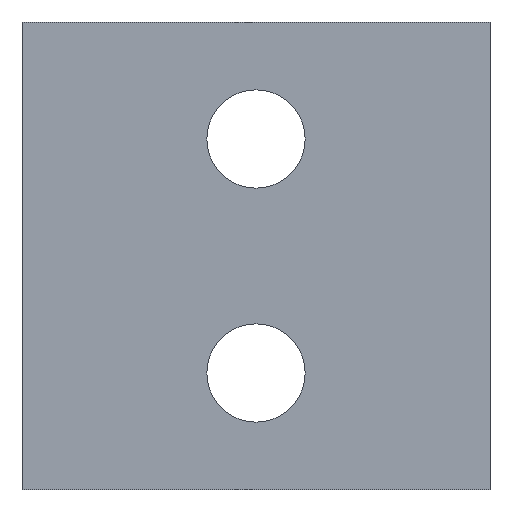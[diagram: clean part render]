
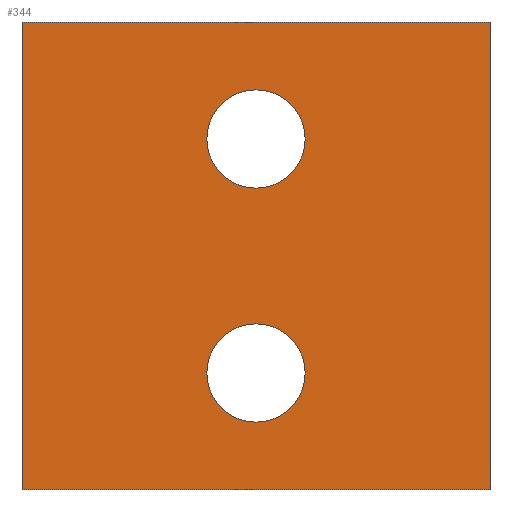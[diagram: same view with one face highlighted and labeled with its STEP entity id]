
A CAD part, front view. The second image highlights one B-rep face of the part: STEP entity #344.
In plain terms, the highlighted planar face has unit normal (0, -1, 0).
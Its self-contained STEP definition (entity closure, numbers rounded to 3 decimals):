
#19 = VECTOR ( 'NONE', #467, 1000. ) ;
#79 = FACE_BOUND ( 'NONE', #157, .T. ) ;
#83 = FACE_OUTER_BOUND ( 'NONE', #168, .T. ) ;
#88 = FACE_BOUND ( 'NONE', #165, .T. ) ;
#104 = CIRCLE ( 'NONE', #235, 2.1 ) ;
#108 = VECTOR ( 'NONE', #469, 1000. ) ;
#110 = LINE ( 'NONE', #414, #108 ) ;
#111 = CIRCLE ( 'NONE', #239, 2.1 ) ;
#113 = CIRCLE ( 'NONE', #240, 2.1 ) ;
#114 = VECTOR ( 'NONE', #465, 1000. ) ;
#116 = LINE ( 'NONE', #493, #114 ) ;
#118 = LINE ( 'NONE', #516, #19 ) ;
#127 = VECTOR ( 'NONE', #405, 1000. ) ;
#133 = LINE ( 'NONE', #391, #127 ) ;
#146 = CIRCLE ( 'NONE', #249, 2.1 ) ;
#157 = EDGE_LOOP ( 'NONE', ( #198, #226 ) ) ;
#165 = EDGE_LOOP ( 'NONE', ( #209, #206 ) ) ;
#168 = EDGE_LOOP ( 'NONE', ( #218, #217, #221, #201 ) ) ;
#173 = VERTEX_POINT ( 'NONE', #524 ) ;
#181 = VERTEX_POINT ( 'NONE', #499 ) ;
#183 = VERTEX_POINT ( 'NONE', #481 ) ;
#189 = VERTEX_POINT ( 'NONE', #418 ) ;
#190 = VERTEX_POINT ( 'NONE', #495 ) ;
#193 = VERTEX_POINT ( 'NONE', #515 ) ;
#194 = VERTEX_POINT ( 'NONE', #519 ) ;
#198 = ORIENTED_EDGE ( 'NONE', *, *, #277, .F. ) ;
#201 = ORIENTED_EDGE ( 'NONE', *, *, #274, .T. ) ;
#206 = ORIENTED_EDGE ( 'NONE', *, *, #285, .F. ) ;
#209 = ORIENTED_EDGE ( 'NONE', *, *, #276, .F. ) ;
#217 = ORIENTED_EDGE ( 'NONE', *, *, #278, .F. ) ;
#218 = ORIENTED_EDGE ( 'NONE', *, *, #272, .T. ) ;
#221 = ORIENTED_EDGE ( 'NONE', *, *, #264, .F. ) ;
#226 = ORIENTED_EDGE ( 'NONE', *, *, #252, .F. ) ;
#235 = AXIS2_PLACEMENT_3D ( 'NONE', #478, #477, #475 ) ;
#239 = AXIS2_PLACEMENT_3D ( 'NONE', #449, #451, #440 ) ;
#240 = AXIS2_PLACEMENT_3D ( 'NONE', #427, #428, #429 ) ;
#249 = AXIS2_PLACEMENT_3D ( 'NONE', #371, #372, #373 ) ;
#252 = EDGE_CURVE ( 'NONE', #183, #173, #146, .T. ) ;
#264 = EDGE_CURVE ( 'NONE', #193, #189, #133, .T. ) ;
#272 = EDGE_CURVE ( 'NONE', #190, #329, #118, .T. ) ;
#274 = EDGE_CURVE ( 'NONE', #193, #190, #116, .T. ) ;
#276 = EDGE_CURVE ( 'NONE', #194, #181, #113, .T. ) ;
#277 = EDGE_CURVE ( 'NONE', #173, #183, #111, .T. ) ;
#278 = EDGE_CURVE ( 'NONE', #189, #329, #110, .T. ) ;
#285 = EDGE_CURVE ( 'NONE', #181, #194, #104, .T. ) ;
#312 = AXIS2_PLACEMENT_3D ( 'NONE', #413, #420, #406 ) ;
#329 = VERTEX_POINT ( 'NONE', #480 ) ;
#344 = ADVANCED_FACE ( 'NONE', ( #88, #79, #83 ), #410, .F. ) ;
#371 = CARTESIAN_POINT ( 'NONE',  ( 10., 0., 15. ) ) ;
#372 = DIRECTION ( 'NONE',  ( 0., -1., 0. ) ) ;
#373 = DIRECTION ( 'NONE',  ( 0., 0., -1. ) ) ;
#391 = CARTESIAN_POINT ( 'NONE',  ( 0., 0., 20. ) ) ;
#405 = DIRECTION ( 'NONE',  ( 1., 0., 0. ) ) ;
#406 = DIRECTION ( 'NONE',  ( 0., 0., 1. ) ) ;
#410 = PLANE ( 'NONE',  #312 ) ;
#413 = CARTESIAN_POINT ( 'NONE',  ( 0., 0., 20. ) ) ;
#414 = CARTESIAN_POINT ( 'NONE',  ( 20., 0., 20. ) ) ;
#418 = CARTESIAN_POINT ( 'NONE',  ( 20., 0., 20. ) ) ;
#420 = DIRECTION ( 'NONE',  ( 0., 1., 0. ) ) ;
#427 = CARTESIAN_POINT ( 'NONE',  ( 10., 0., 5. ) ) ;
#428 = DIRECTION ( 'NONE',  ( 0., -1., 0. ) ) ;
#429 = DIRECTION ( 'NONE',  ( 0., 0., -1. ) ) ;
#440 = DIRECTION ( 'NONE',  ( 0., 0., -1. ) ) ;
#449 = CARTESIAN_POINT ( 'NONE',  ( 10., 0., 15. ) ) ;
#451 = DIRECTION ( 'NONE',  ( 0., -1., 0. ) ) ;
#465 = DIRECTION ( 'NONE',  ( 0., 0., -1. ) ) ;
#467 = DIRECTION ( 'NONE',  ( 1., 0., 0. ) ) ;
#469 = DIRECTION ( 'NONE',  ( 0., 0., -1. ) ) ;
#475 = DIRECTION ( 'NONE',  ( 0., 0., -1. ) ) ;
#477 = DIRECTION ( 'NONE',  ( 0., -1., 0. ) ) ;
#478 = CARTESIAN_POINT ( 'NONE',  ( 10., 0., 5. ) ) ;
#480 = CARTESIAN_POINT ( 'NONE',  ( 20., 0., 0. ) ) ;
#481 = CARTESIAN_POINT ( 'NONE',  ( 10., 0., 17.1 ) ) ;
#493 = CARTESIAN_POINT ( 'NONE',  ( 0., 0., 20. ) ) ;
#495 = CARTESIAN_POINT ( 'NONE',  ( 0., 0., 0. ) ) ;
#499 = CARTESIAN_POINT ( 'NONE',  ( 10., 0., 7.1 ) ) ;
#515 = CARTESIAN_POINT ( 'NONE',  ( 0., 0., 20. ) ) ;
#516 = CARTESIAN_POINT ( 'NONE',  ( 0., 0., 0. ) ) ;
#519 = CARTESIAN_POINT ( 'NONE',  ( 10., 0., 2.9 ) ) ;
#524 = CARTESIAN_POINT ( 'NONE',  ( 10., 0., 12.9 ) ) ;
